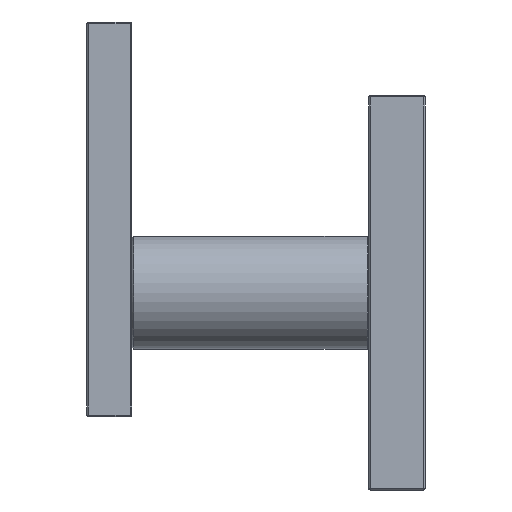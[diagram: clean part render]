
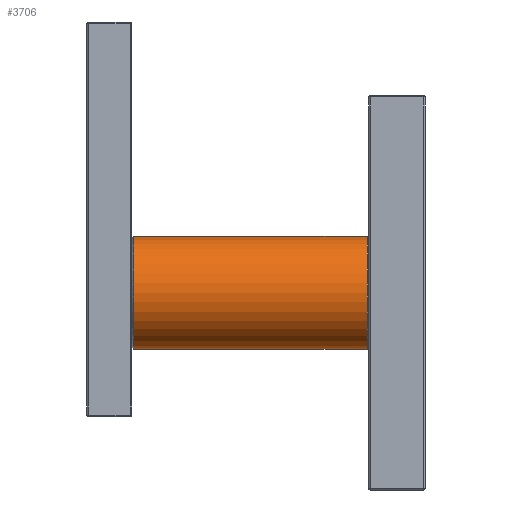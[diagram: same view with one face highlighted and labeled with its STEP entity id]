
A CAD part, left-side view. The second image highlights one B-rep face of the part: STEP entity #3706.
In plain terms, the highlighted cylindrical face has radius 10 mm (diameter 20 mm), a full revolution.
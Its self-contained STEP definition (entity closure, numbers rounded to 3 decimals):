
#234=CYLINDRICAL_SURFACE('',#4290,10.);
#498=CIRCLE('',#4291,10.);
#499=CIRCLE('',#4292,10.);
#1532=ORIENTED_EDGE('',*,*,#2064,.T.);
#1533=ORIENTED_EDGE('',*,*,#2065,.T.);
#2064=EDGE_CURVE('',#2364,#2364,#498,.T.);
#2065=EDGE_CURVE('',#2365,#2365,#499,.F.);
#2364=VERTEX_POINT('',#6692);
#2365=VERTEX_POINT('',#6694);
#3104=EDGE_LOOP('',(#1532));
#3105=EDGE_LOOP('',(#1533));
#3374=FACE_BOUND('',#3104,.T.);
#3375=FACE_BOUND('',#3105,.T.);
#3706=ADVANCED_FACE('',(#3374,#3375),#234,.T.);
#4290=AXIS2_PLACEMENT_3D('',#6690,#5560,#5561);
#4291=AXIS2_PLACEMENT_3D('',#6691,#5562,#5563);
#4292=AXIS2_PLACEMENT_3D('',#6693,#5564,#5565);
#5560=DIRECTION('',(0.,-1.,0.));
#5561=DIRECTION('',(-1.,0.,0.));
#5562=DIRECTION('',(0.,1.,0.));
#5563=DIRECTION('',(-1.,0.,0.));
#5564=DIRECTION('',(0.,1.,0.));
#5565=DIRECTION('',(-1.,0.,0.));
#6690=CARTESIAN_POINT('',(-95.164,215.6,69.95));
#6691=CARTESIAN_POINT('',(-95.164,171.85,69.95));
#6692=CARTESIAN_POINT('',(-105.164,171.85,69.95));
#6693=CARTESIAN_POINT('',(-95.164,213.25,69.95));
#6694=CARTESIAN_POINT('',(-105.164,213.25,69.95));
